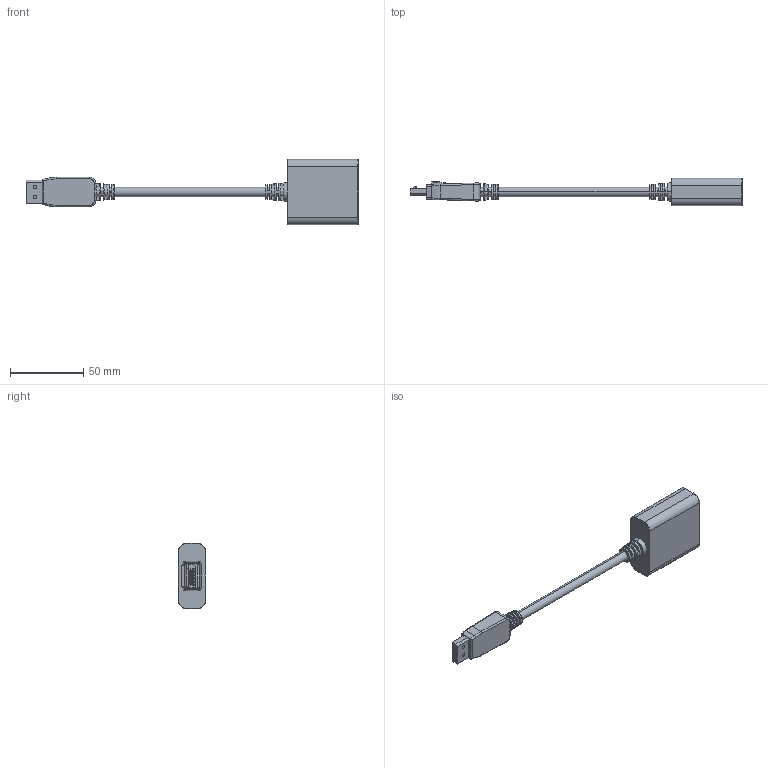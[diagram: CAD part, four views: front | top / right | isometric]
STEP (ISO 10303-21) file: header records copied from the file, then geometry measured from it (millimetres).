
FILE_DESCRIPTION (( 'STEP AP203' ), '1' );
FILE_NAME ('DP-SVGA-CBL.STEP', '2012-05-17T15:03:54', ( 'x' ), ( 'Microsoft' ), 'SwSTEP 2.0', 'SolidWorks 2010', '' );
FILE_SCHEMA (( 'CONFIG_CONTROL_DESIGN' ));
Length unit declared in the file: inch
Products named in the file (7): CABLE DPCAMM_5" LONG; 1AA10-051_WITH LOGO; DP-SVGA-CBL; DP-SVGA; DP-SVGA-CBL-MA1; 1AJ05-003; 1AC04-018
Assembly tree (7 placements, depth 3):
  DP-SVGA-CBL
    1AA10-051_WITH LOGO
    CABLE DPCAMM_5" LONG
    DP-SVGA
      1AJ05-003  x2
      1AC04-018
      DP-SVGA-CBL-MA1
Bounding box: 226.45 x 18.57 x 44.35 mm (x, y, z)
Volume: 52059.1 mm3; surface area: 18852.3 mm2
Topology: 6 solids, 6 shells, 896 faces, 2247 edges, 1451 vertices
Faces by surface type: plane 603, cylinder 209, bspline 46, torus 34, cone 4
Entity records: 29410 total; most frequent: CARTESIAN_POINT 7477, ORIENTED_EDGE 4404, DIRECTION 4283, EDGE_CURVE 2202, LINE 1537, VECTOR 1537, VERTEX_POINT 1421, AXIS2_PLACEMENT_3D 1373
